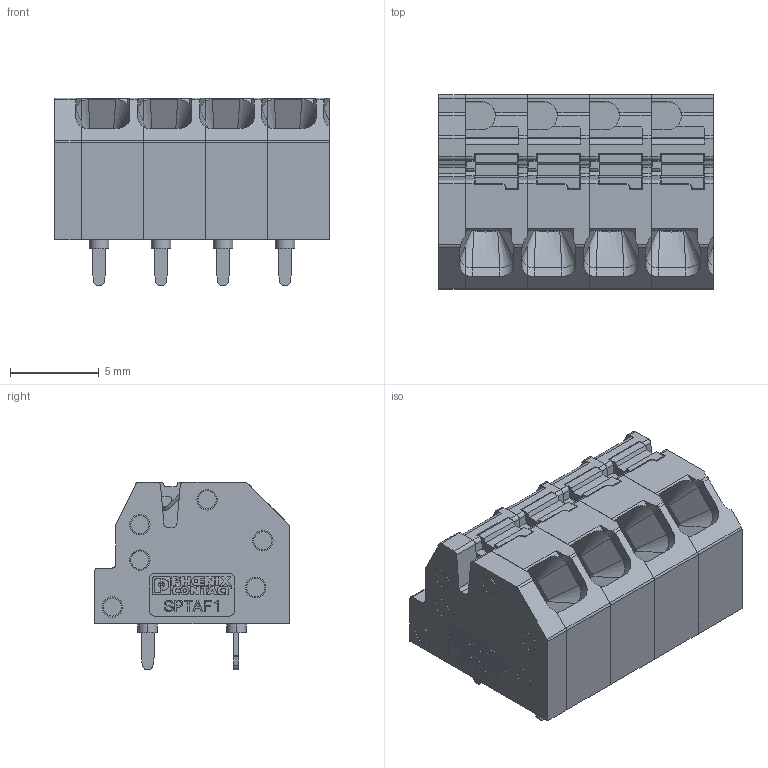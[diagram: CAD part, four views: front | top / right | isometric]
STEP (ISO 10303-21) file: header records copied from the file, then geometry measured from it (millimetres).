
FILE_DESCRIPTION(('Creo Elements/Direct Modeling STEP Export'),'2;1');
FILE_NAME('model.stp','2018-09-26T10:39:59',(''),(''),'Creo Elements/Direct Modeling STEP processor for AP214 (Solid Model)','Creo Elements/Direct Modeling 18.1I 14-Aug-2016 (C) Parametric Technology GmbH','');
FILE_SCHEMA(('AUTOMOTIVE_DESIGN { 1 0 10303 214 1 1 1 1 }'));
Length unit declared in the file: millimetre
Products named in the file (4): SPTAF_1-3.5_housing.2; SPTAF-0-DKL.1; Bohrloch; SPTAF_1_3.5_IL
Assembly tree (13 placements, depth 2):
  SPTAF_1_3.5_IL
    Bohrloch  x8
    SPTAF_1-3.5_housing.2  x4
    SPTAF-0-DKL.1
Bounding box: 15.5 x 11 x 10.6 mm (x, y, z)
Volume: 1021 mm3; surface area: 1987 mm2
Topology: 13 solids, 13 shells, 1306 faces, 3483 edges, 2263 vertices
Faces by surface type: plane 778, cylinder 372, torus 56, extrusion 33, bspline 30, sphere 29, cone 8
Entity records: 25422 total; most frequent: CARTESIAN_POINT 5331, ORIENTED_EDGE 3290, DIRECTION 2861, EDGE_CURVE 1645, VECTOR 1277, LINE 1244, VERTEX_POINT 1083, AXIS2_PLACEMENT_3D 792
